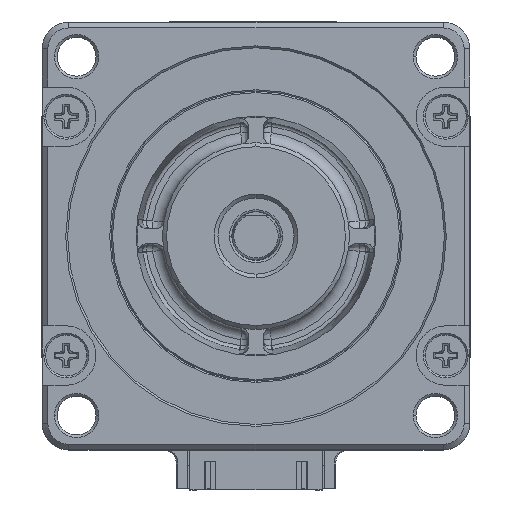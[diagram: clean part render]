
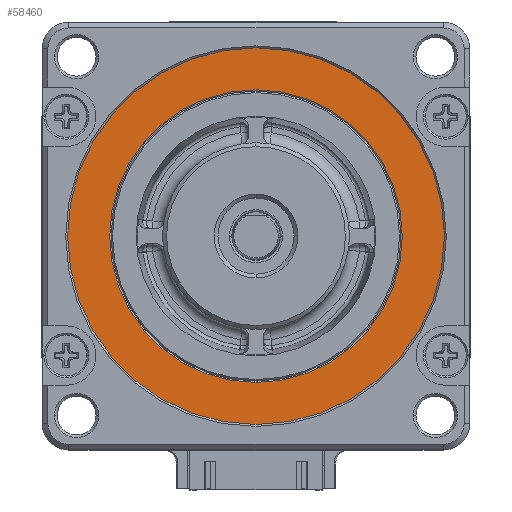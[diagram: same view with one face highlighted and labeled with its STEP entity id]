
A CAD part, top view. The second image highlights one B-rep face of the part: STEP entity #58460.
In plain terms, the highlighted planar face has unit normal (0, 0, 1).
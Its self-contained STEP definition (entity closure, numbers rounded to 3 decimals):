
#53855=CARTESIAN_POINT('',(0.,0.,-0.55));
#53856=DIRECTION('',(0.,0.,1.));
#53857=DIRECTION('',(0.,1.,0.));
#53858=AXIS2_PLACEMENT_3D('',#53855,#53856,#53857);
#53860=CARTESIAN_POINT('',(0.,0.,-0.55));
#53861=DIRECTION('',(0.,0.,-1.));
#53862=DIRECTION('',(0.,1.,0.));
#53863=AXIS2_PLACEMENT_3D('',#53860,#53861,#53862);
#53865=CARTESIAN_POINT('',(0.,0.,-0.55));
#53866=DIRECTION('',(0.,0.,-1.));
#53867=DIRECTION('',(0.,1.,0.));
#53868=AXIS2_PLACEMENT_3D('',#53865,#53866,#53867);
#53870=CARTESIAN_POINT('',(0.,0.,-0.55));
#53871=DIRECTION('',(0.,0.,1.));
#53872=DIRECTION('',(0.,1.,0.));
#53873=AXIS2_PLACEMENT_3D('',#53870,#53871,#53872);
#55965=CARTESIAN_POINT('',(0.,24.75,-0.55));
#55966=CARTESIAN_POINT('',(0.,-24.75,-0.55));
#55967=VERTEX_POINT('',#55965);
#55968=VERTEX_POINT('',#55966);
#56334=CARTESIAN_POINT('',(0.,19.223,-0.55));
#56336=VERTEX_POINT('',#56334);
#56338=CARTESIAN_POINT('',(0.,-19.223,-0.55));
#56340=VERTEX_POINT('',#56338);
#58445=CARTESIAN_POINT('',(0.,0.,-0.55));
#58446=DIRECTION('',(0.,0.,1.));
#58447=DIRECTION('',(0.,-1.,0.));
#58448=AXIS2_PLACEMENT_3D('',#58445,#58446,#58447);
#58449=PLANE('',#58448);
#58450=ORIENTED_EDGE('',*,*,#58439,.T.);
#58451=ORIENTED_EDGE('',*,*,#58425,.F.);
#58452=EDGE_LOOP('',(#58450,#58451));
#58453=FACE_OUTER_BOUND('',#58452,.F.);
#58455=ORIENTED_EDGE('',*,*,#58454,.T.);
#58457=ORIENTED_EDGE('',*,*,#58456,.F.);
#58458=EDGE_LOOP('',(#58455,#58457));
#58459=FACE_BOUND('',#58458,.F.);
#58460=ADVANCED_FACE('',(#58453,#58459),#58449,.T.);
#53859=CIRCLE('',#53858,19.223);
#53864=CIRCLE('',#53863,19.223);
#53869=CIRCLE('',#53868,24.75);
#53874=CIRCLE('',#53873,24.75);
#58425=EDGE_CURVE('',#55967,#55968,#53874,.T.);
#58439=EDGE_CURVE('',#55967,#55968,#53869,.T.);
#58454=EDGE_CURVE('',#56336,#56340,#53859,.T.);
#58456=EDGE_CURVE('',#56336,#56340,#53864,.T.);
